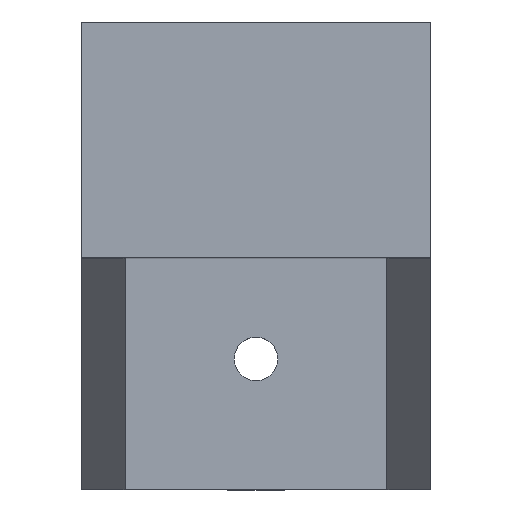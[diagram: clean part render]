
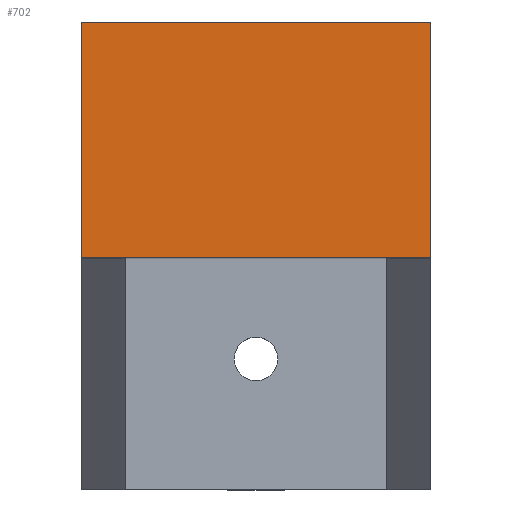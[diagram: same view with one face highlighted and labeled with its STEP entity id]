
A CAD part, top view. The second image highlights one B-rep face of the part: STEP entity #702.
In plain terms, the highlighted planar face has unit normal (0, 0, 1).
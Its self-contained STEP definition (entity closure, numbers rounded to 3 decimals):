
#425=CARTESIAN_POINT('',(40.,-3.5,53.5));
#426=VERTEX_POINT('',#425);
#433=CARTESIAN_POINT('',(0.,-3.5,53.5));
#434=VERTEX_POINT('',#433);
#435=CARTESIAN_POINT('',(0.,-3.5,53.5));
#436=DIRECTION('',(1.,0.,-0.));
#437=VECTOR('',#436,400.);
#438=LINE('',#435,#437);
#439=EDGE_CURVE('',#434,#426,#438,.T.);
#672=CARTESIAN_POINT('',(0.,10.,53.5));
#673=DIRECTION('',(0.,0.,1.));
#674=DIRECTION('',(0.,-1.,0.));
#675=AXIS2_PLACEMENT_3D('',#672,#673,#674);
#676=PLANE('',#675);
#677=CARTESIAN_POINT('',(40.,23.5,53.5));
#678=VERTEX_POINT('',#677);
#679=CARTESIAN_POINT('',(40.,-3.5,53.5));
#680=DIRECTION('',(0.,1.,0.));
#681=VECTOR('',#680,270.);
#682=LINE('',#679,#681);
#683=EDGE_CURVE('',#426,#678,#682,.T.);
#684=ORIENTED_EDGE('',*,*,#683,.T.);
#685=CARTESIAN_POINT('',(0.,23.5,53.5));
#686=VERTEX_POINT('',#685);
#687=CARTESIAN_POINT('',(0.,23.5,53.5));
#688=DIRECTION('',(1.,0.,-0.));
#689=VECTOR('',#688,400.);
#690=LINE('',#687,#689);
#691=EDGE_CURVE('',#686,#678,#690,.T.);
#692=ORIENTED_EDGE('',*,*,#691,.F.);
#693=CARTESIAN_POINT('',(0.,-3.5,53.5));
#694=DIRECTION('',(0.,1.,0.));
#695=VECTOR('',#694,270.);
#696=LINE('',#693,#695);
#697=EDGE_CURVE('',#434,#686,#696,.T.);
#698=ORIENTED_EDGE('',*,*,#697,.F.);
#699=ORIENTED_EDGE('',*,*,#439,.T.);
#700=EDGE_LOOP('',(#684,#692,#698,#699));
#701=FACE_BOUND('',#700,.T.);
#702=ADVANCED_FACE('',(#701),#676,.T.);
